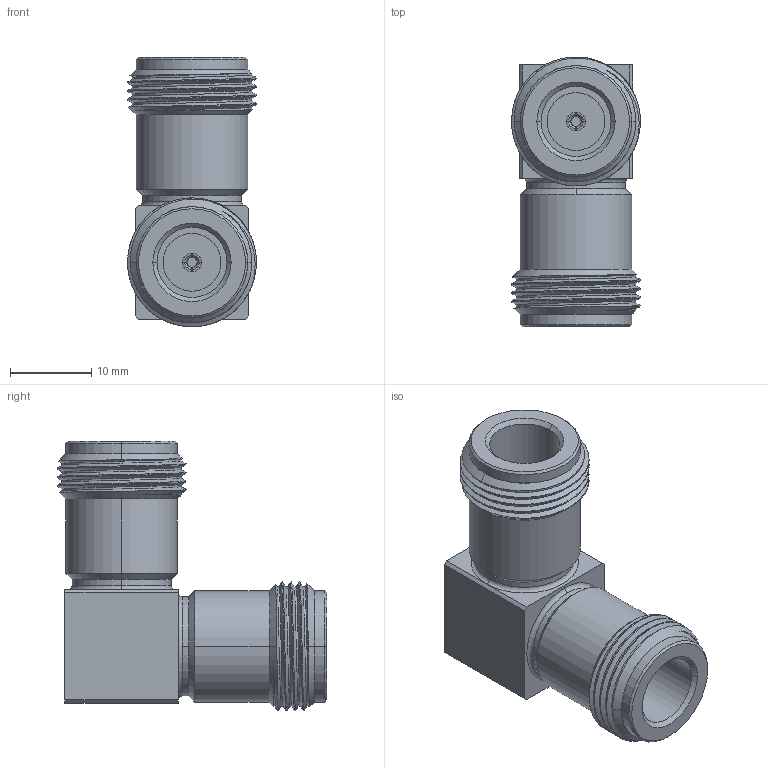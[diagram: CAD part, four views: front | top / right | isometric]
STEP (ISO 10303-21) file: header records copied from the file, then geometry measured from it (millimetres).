
FILE_DESCRIPTION (( 'STEP AP203' ), '1' );
FILE_NAME ('SM4520.step', '2018-09-17T21:04:58', ( '' ), ( '' ), 'SwSTEP 2.0', 'SolidWorks 2017', '' );
FILE_SCHEMA (( 'CONFIG_CONTROL_DESIGN' ));
Length unit declared in the file: inch
Products named in the file (1): SM4520
Bounding box: 15.88 x 33.21 x 33.21 mm (x, y, z)
Volume: 7138.3 mm3; surface area: 3864 mm2
Topology: 1 solids, 1 shells, 151 faces, 386 edges, 248 vertices
Faces by surface type: cylinder 64, plane 47, cone 30, bspline 6, torus 4
Entity records: 8529 total; most frequent: CARTESIAN_POINT 5056, ORIENTED_EDGE 772, DIRECTION 642, EDGE_CURVE 386, AXIS2_PLACEMENT_3D 254, VERTEX_POINT 248, EDGE_LOOP 162, ADVANCED_FACE 151
